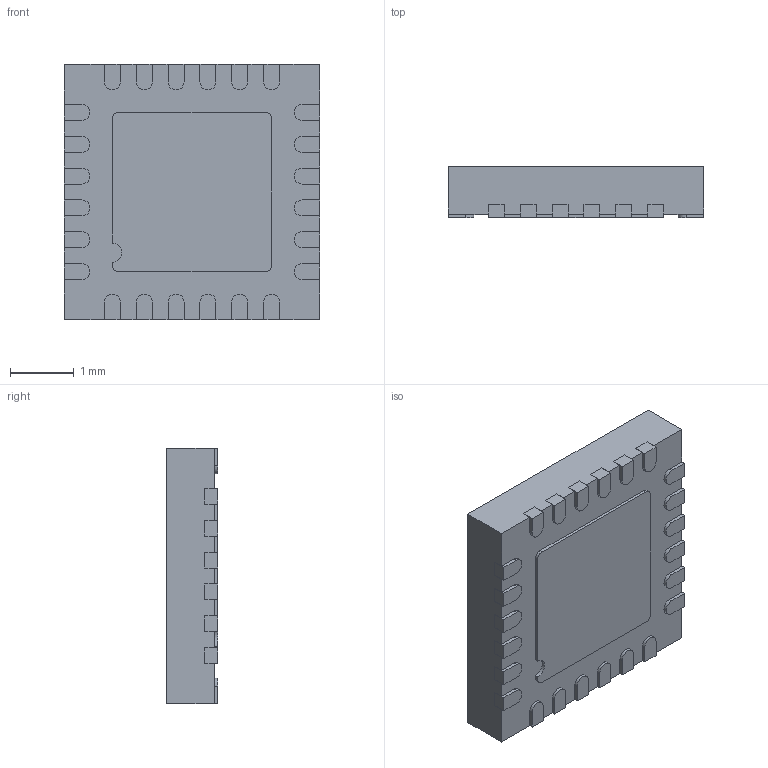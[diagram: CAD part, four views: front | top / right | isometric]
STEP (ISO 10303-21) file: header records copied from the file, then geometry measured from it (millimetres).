
FILE_DESCRIPTION (( 'STEP AP214' ), '1' );
FILE_NAME ('AD7147ACPZ-1500RL7.STEP', '2022-10-27T20:04:16', ( '' ), ( '' ), 'SwSTEP 2.0', 'SolidWorks 2017', '' );
FILE_SCHEMA (( 'AUTOMOTIVE_DESIGN' ));
Length unit declared in the file: millimetre
Products named in the file (1): AD7147ACPZ-1500RL7
Bounding box: 4 x 0.8 x 4 mm (x, y, z)
Volume: 12.4 mm3; surface area: 70 mm2
Topology: 27 solids, 27 shells, 277 faces, 666 edges, 444 vertices
Faces by surface type: plane 208, cylinder 69
Entity records: 8286 total; most frequent: CARTESIAN_POINT 1388, DIRECTION 1360, ORIENTED_EDGE 1332, EDGE_CURVE 666, LINE 528, VECTOR 528, VERTEX_POINT 444, AXIS2_PLACEMENT_3D 416
